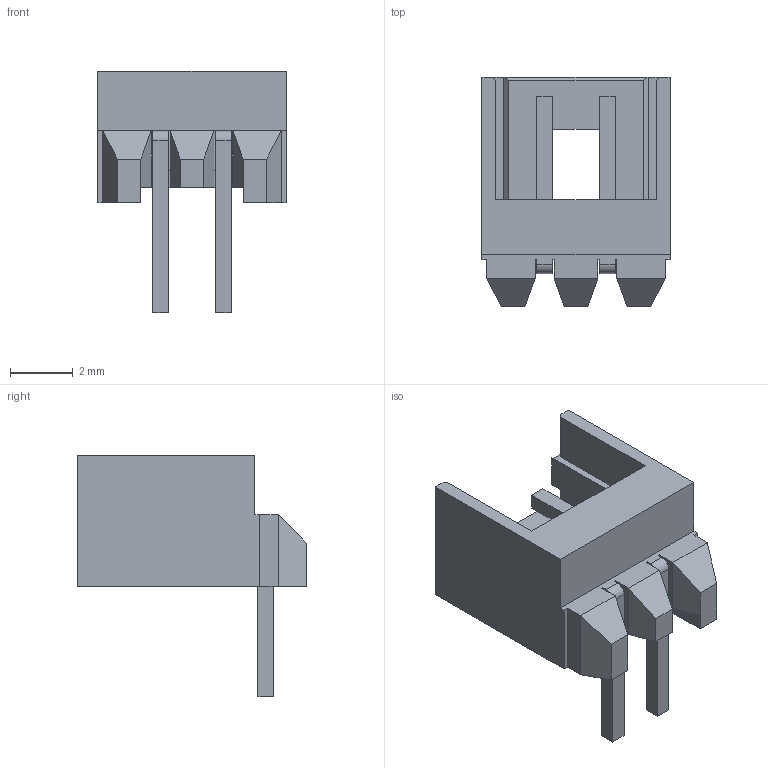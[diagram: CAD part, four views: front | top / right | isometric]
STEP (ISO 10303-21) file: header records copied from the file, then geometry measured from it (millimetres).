
FILE_DESCRIPTION(/* description */ (''),/* implementation_level */ '2;1');
FILE_NAME(/* name */ 'Molex_Micro-Latch_53254-0270_1x02_P2.00mm_Horizontal-2.step',/* time_stamp */ '2022-03-19T08:59:00+02:00',/* author */ (''),/* organization */ (''),/* preprocessor_version */ 'ST-DEVELOPER v18.1',/* originating_system */ 'Autodesk Translation Framework v10.13.0.1454',/* authorisation */ '');
FILE_SCHEMA (('AUTOMOTIVE_DESIGN { 1 0 10303 214 3 1 1 }'));
Length unit declared in the file: millimetre
Products named in the file (1): (Unsaved)
Bounding box: 6 x 7.3 x 7.7 mm (x, y, z)
Volume: 83.1 mm3; surface area: 259.7 mm2
Topology: 1 solids, 1 shells, 98 faces, 266 edges, 170 vertices
Faces by surface type: plane 96, cylinder 2
Entity records: 3035 total; most frequent: CARTESIAN_POINT 535, ORIENTED_EDGE 532, DIRECTION 468, EDGE_CURVE 266, LINE 262, VECTOR 262, VERTEX_POINT 170, AXIS2_PLACEMENT_3D 103
